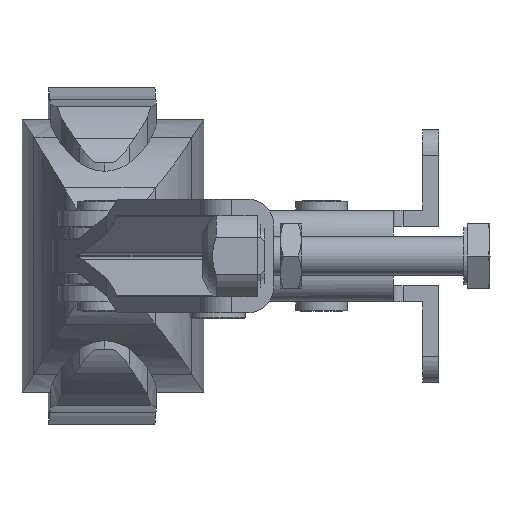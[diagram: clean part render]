
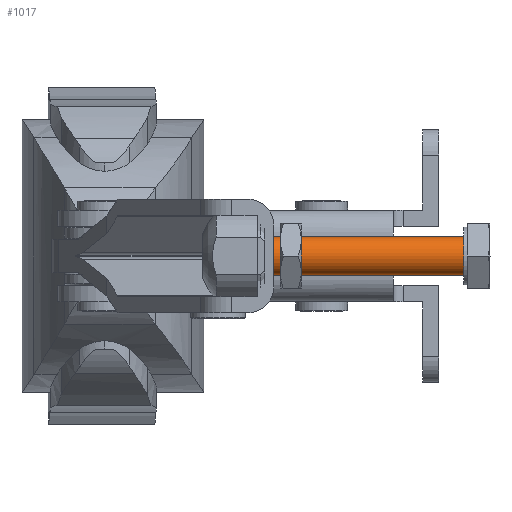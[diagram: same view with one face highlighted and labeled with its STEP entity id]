
A CAD part, left-side view. The second image highlights one B-rep face of the part: STEP entity #1017.
In plain terms, the highlighted cylindrical face has radius 3 mm (diameter 6 mm), a full revolution.
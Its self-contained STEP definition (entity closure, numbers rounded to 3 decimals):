
#1017 = ADVANCED_FACE( '', ( #2064, #2065 ), #2066, .T. );
#2064 = FACE_OUTER_BOUND( '', #3273, .T. );
#2065 = FACE_OUTER_BOUND( '', #3274, .T. );
#2066 = CYLINDRICAL_SURFACE( '', #3275, 3. );
#3273 = EDGE_LOOP( '', ( #5304 ) );
#3274 = EDGE_LOOP( '', ( #5305 ) );
#3275 = AXIS2_PLACEMENT_3D( '', #5306, #5307, #5308 );
#5304 = ORIENTED_EDGE( '', *, *, #7988, .F. );
#5305 = ORIENTED_EDGE( '', *, *, #7849, .T. );
#5306 = CARTESIAN_POINT( '', ( 0., 35., 0. ) );
#5307 = DIRECTION( '', ( 0., -1., 0. ) );
#5308 = DIRECTION( '', ( 0., 0., 1. ) );
#7849 = EDGE_CURVE( '', #9546, #9546, #9547, .T. );
#7988 = EDGE_CURVE( '', #9751, #9751, #9752, .T. );
#9546 = VERTEX_POINT( '', #12120 );
#9547 = CIRCLE( '', #12121, 3. );
#9751 = VERTEX_POINT( '', #12451 );
#9752 = CIRCLE( '', #12452, 3. );
#12120 = CARTESIAN_POINT( '', ( 0., 0., 3. ) );
#12121 = AXIS2_PLACEMENT_3D( '', #14256, #14257, #14258 );
#12451 = CARTESIAN_POINT( '', ( 0., 34.387, 3. ) );
#12452 = AXIS2_PLACEMENT_3D( '', #14420, #14421, #14422 );
#14256 = CARTESIAN_POINT( '', ( 0., 0., 0. ) );
#14257 = DIRECTION( '', ( 0., 1., 0. ) );
#14258 = DIRECTION( '', ( 0., 0., 1. ) );
#14420 = CARTESIAN_POINT( '', ( 0., 34.387, 0. ) );
#14421 = DIRECTION( '', ( 0., 1., 0. ) );
#14422 = DIRECTION( '', ( 0., 0., 1. ) );
